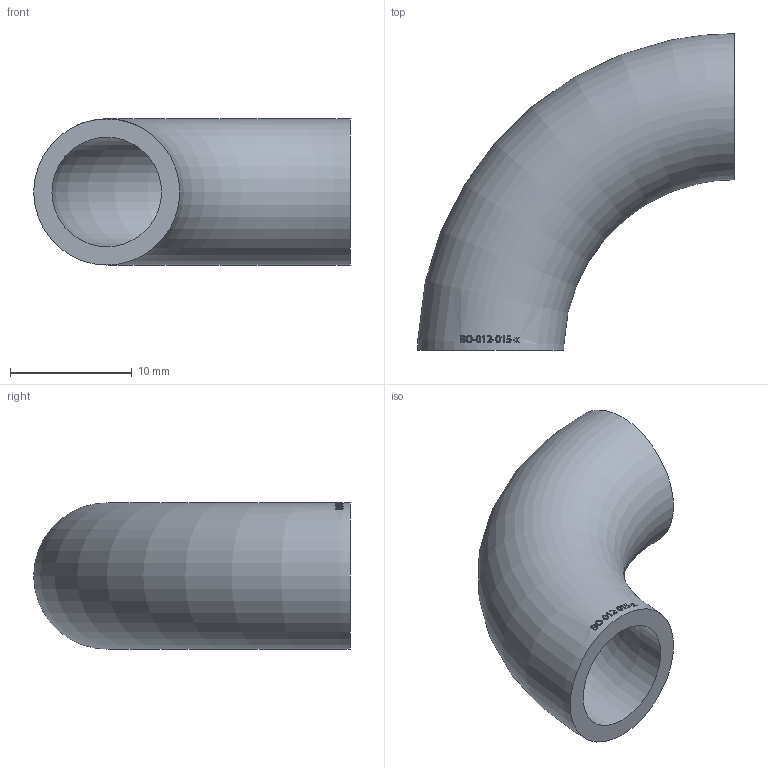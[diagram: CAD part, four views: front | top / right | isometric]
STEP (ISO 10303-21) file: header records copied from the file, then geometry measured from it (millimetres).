
FILE_DESCRIPTION (( 'STEP AP214' ), '1' );
FILE_NAME ('BO-012-015-x Bogen 1911.STEP', '2019-11-07T13:29:01', ( '' ), ( '' ), 'SwSTEP 2.0', 'SolidWorks 2016', '' );
FILE_SCHEMA (( 'AUTOMOTIVE_DESIGN' ));
Length unit declared in the file: millimetre
Products named in the file (1): BO-012-015-x Bogen 1911
Bounding box: 26 x 26 x 12 mm (x, y, z)
Volume: 1554.5 mm3; surface area: 2171.8 mm2
Topology: 1 solids, 1 shells, 139 faces, 364 edges, 243 vertices
Faces by surface type: plane 64, bspline 55, torus 20
Entity records: 8111 total; most frequent: CARTESIAN_POINT 3904, ORIENTED_EDGE 710, EDGE_CURVE 355, DIRECTION 293, VERTEX_POINT 238, B_SPLINE_CURVE_WITH_KNOTS 234, EDGE_LOOP 159, FACE_OUTER_BOUND 140
